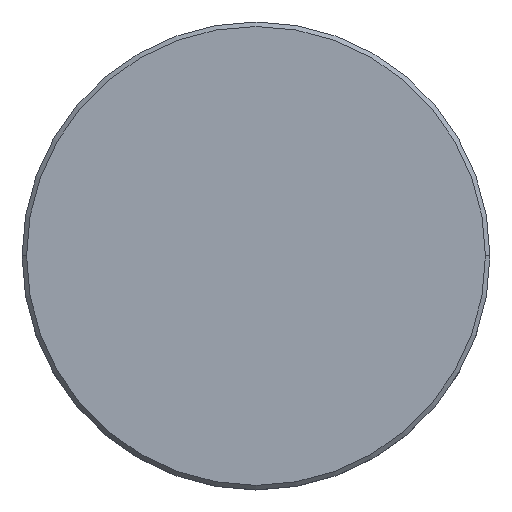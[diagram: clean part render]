
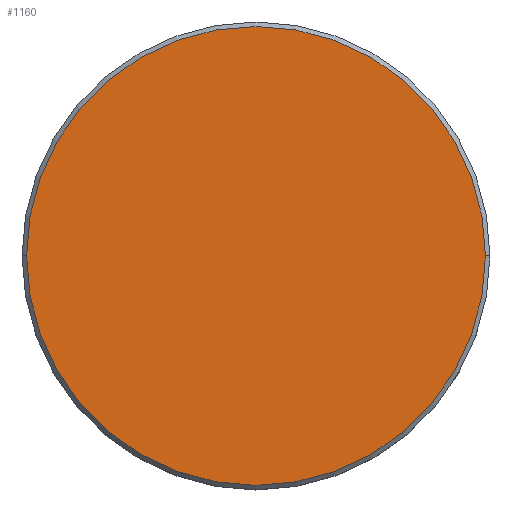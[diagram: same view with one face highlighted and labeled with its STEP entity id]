
A CAD part, top view. The second image highlights one B-rep face of the part: STEP entity #1160.
In plain terms, the highlighted planar face has unit normal (0, 0, 1).
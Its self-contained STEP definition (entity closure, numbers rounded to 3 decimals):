
#98 = CIRCLE ( 'NONE', #1074, 25.5 ) ;
#137 = EDGE_LOOP ( 'NONE', ( #1180, #777 ) ) ;
#179 = FACE_OUTER_BOUND ( 'NONE', #137, .T. ) ;
#183 = CARTESIAN_POINT ( 'NONE',  ( 0., 0., 0. ) ) ;
#215 = CARTESIAN_POINT ( 'NONE',  ( 25.5, 0., 0. ) ) ;
#227 = CARTESIAN_POINT ( 'NONE',  ( 0., 0., 0. ) ) ;
#249 = EDGE_CURVE ( 'NONE', #1126, #767, #271, .T. ) ;
#271 = CIRCLE ( 'NONE', #903, 25.5 ) ;
#277 = PLANE ( 'NONE',  #617 ) ;
#458 = DIRECTION ( 'NONE',  ( 0., 0., 1. ) ) ;
#465 = DIRECTION ( 'NONE',  ( 1., 0., 0. ) ) ;
#467 = CARTESIAN_POINT ( 'NONE',  ( -25.5, 0., 0. ) ) ;
#546 = CARTESIAN_POINT ( 'NONE',  ( 0., 0., 0. ) ) ;
#617 = AXIS2_PLACEMENT_3D ( 'NONE', #546, #906, #1108 ) ;
#743 = EDGE_CURVE ( 'NONE', #767, #1126, #98, .T. ) ;
#760 = DIRECTION ( 'NONE',  ( 0., 0., 1. ) ) ;
#767 = VERTEX_POINT ( 'NONE', #215 ) ;
#777 = ORIENTED_EDGE ( 'NONE', *, *, #743, .T. ) ;
#837 = DIRECTION ( 'NONE',  ( 1., 0., 0. ) ) ;
#903 = AXIS2_PLACEMENT_3D ( 'NONE', #183, #458, #465 ) ;
#906 = DIRECTION ( 'NONE',  ( 0., 0., 1. ) ) ;
#1074 = AXIS2_PLACEMENT_3D ( 'NONE', #227, #760, #837 ) ;
#1108 = DIRECTION ( 'NONE',  ( 1., 0., 0. ) ) ;
#1126 = VERTEX_POINT ( 'NONE', #467 ) ;
#1160 = ADVANCED_FACE ( 'NONE', ( #179 ), #277, .T. ) ;
#1180 = ORIENTED_EDGE ( 'NONE', *, *, #249, .T. ) ;
